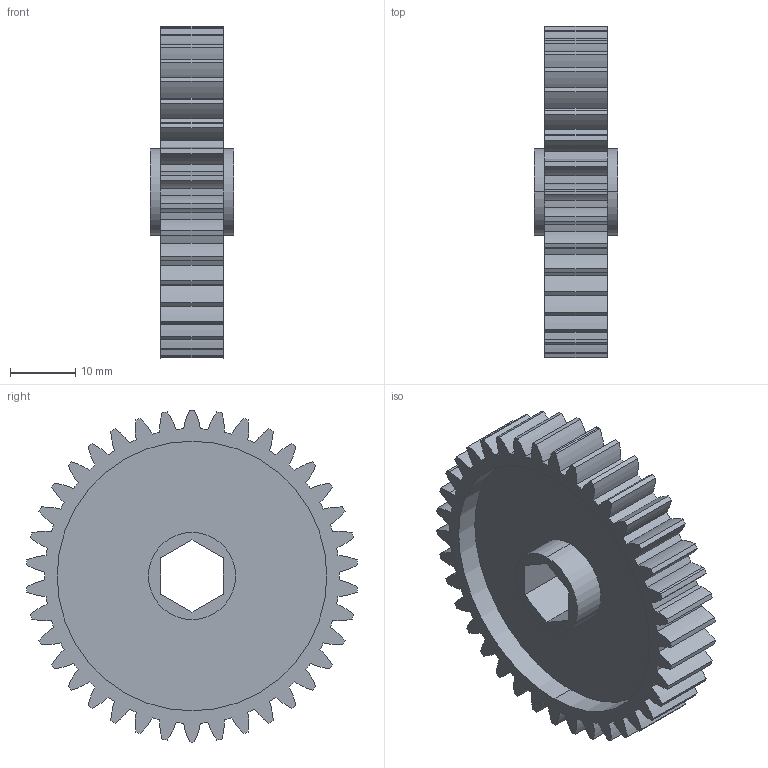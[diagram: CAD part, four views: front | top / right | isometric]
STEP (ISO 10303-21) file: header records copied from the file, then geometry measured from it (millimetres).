
FILE_DESCRIPTION (( 'STEP AP214' ), '1' );
FILE_NAME ('am-3538 38T 20DP 375Hex 375 FW.STEP', '2016-11-30T20:58:17', ( '' ), ( '' ), 'SwSTEP 2.0', 'SolidWorks 2014', '' );
FILE_SCHEMA (( 'AUTOMOTIVE_DESIGN' ));
Length unit declared in the file: inch
Products named in the file (1): am-3538 38T 20DP 375Hex 375 FW
Bounding box: 12.7 x 50.68 x 50.8 mm (x, y, z)
Volume: 8180.1 mm3; surface area: 8076.6 mm2
Topology: 1 solids, 1 shells, 177 faces, 513 edges, 342 vertices
Faces by surface type: cylinder 165, plane 12
Entity records: 6081 total; most frequent: DIRECTION 1199, CARTESIAN_POINT 1033, ORIENTED_EDGE 1026, EDGE_CURVE 513, AXIS2_PLACEMENT_3D 508, VERTEX_POINT 342, CIRCLE 330, LINE 183
